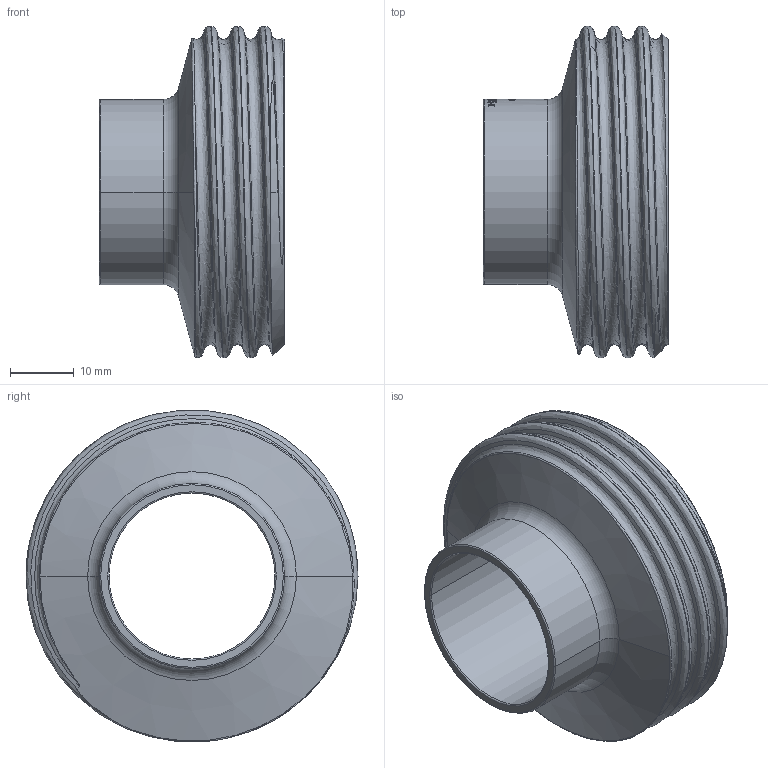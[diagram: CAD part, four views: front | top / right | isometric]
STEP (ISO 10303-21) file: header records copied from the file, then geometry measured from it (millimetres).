
FILE_DESCRIPTION (( 'STEP AP214' ), '1' );
FILE_NAME ('GL-213-025-x Gewindestutzen DIN11851 SC29 x1,5 1709.STEP', '2017-08-29T08:29:25', ( '' ), ( '' ), 'SwSTEP 2.0', 'SolidWorks 2016', '' );
FILE_SCHEMA (( 'AUTOMOTIVE_DESIGN' ));
Length unit declared in the file: millimetre
Products named in the file (1): GL-213-025-x Gewindestutzen DIN11851 SC29 x1,5 1709
Bounding box: 29 x 52 x 51.92 mm (x, y, z)
Volume: 17032.7 mm3; surface area: 10356.6 mm2
Topology: 1 solids, 1 shells, 239 faces, 626 edges, 409 vertices
Faces by surface type: bspline 112, plane 59, cylinder 38, torus 23, cone 7
Entity records: 20081 total; most frequent: CARTESIAN_POINT 13178, ORIENTED_EDGE 1252, DIRECTION 628, EDGE_CURVE 626, VERTEX_POINT 409, B_SPLINE_CURVE_WITH_KNOTS 372, AXIS2_PLACEMENT_3D 262, EDGE_LOOP 261
